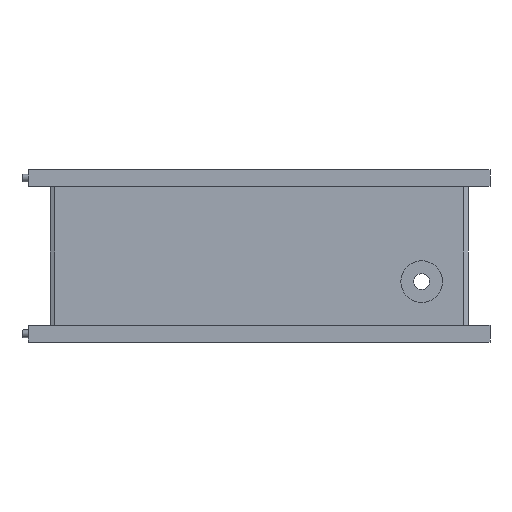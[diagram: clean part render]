
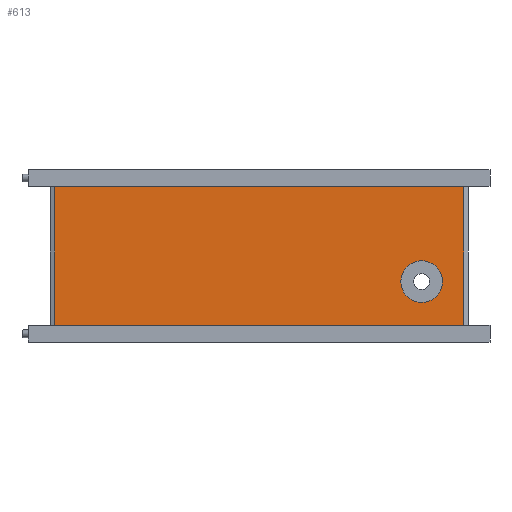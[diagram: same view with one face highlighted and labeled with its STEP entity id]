
A CAD part, top view. The second image highlights one B-rep face of the part: STEP entity #613.
In plain terms, the highlighted planar face has unit normal (0, 0, 1).
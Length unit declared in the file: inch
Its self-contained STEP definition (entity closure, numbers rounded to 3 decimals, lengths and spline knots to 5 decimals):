
#16=FACE_BOUND('',#112,.T.);
#41=CIRCLE('',#668,0.15);
#75=FACE_OUTER_BOUND('',#111,.T.);
#111=EDGE_LOOP('',(#487,#488,#489,#490));
#112=EDGE_LOOP('',(#491));
#163=LINE('',#975,#227);
#164=LINE('',#977,#228);
#165=LINE('',#979,#229);
#166=LINE('',#980,#230);
#227=VECTOR('',#806,0.3937);
#228=VECTOR('',#807,0.3937);
#229=VECTOR('',#808,0.3937);
#230=VECTOR('',#809,0.3937);
#292=VERTEX_POINT('',#968);
#293=VERTEX_POINT('',#973);
#294=VERTEX_POINT('',#974);
#295=VERTEX_POINT('',#976);
#296=VERTEX_POINT('',#978);
#366=EDGE_CURVE('',#292,#292,#41,.T.);
#367=EDGE_CURVE('',#293,#294,#163,.T.);
#368=EDGE_CURVE('',#294,#295,#164,.T.);
#369=EDGE_CURVE('',#295,#296,#165,.T.);
#370=EDGE_CURVE('',#296,#293,#166,.T.);
#487=ORIENTED_EDGE('',*,*,#367,.T.);
#488=ORIENTED_EDGE('',*,*,#368,.T.);
#489=ORIENTED_EDGE('',*,*,#369,.T.);
#490=ORIENTED_EDGE('',*,*,#370,.T.);
#491=ORIENTED_EDGE('',*,*,#366,.T.);
#578=PLANE('',#670);
#613=ADVANCED_FACE('',(#75,#16),#578,.T.);
#668=AXIS2_PLACEMENT_3D('',#970,#800,#801);
#670=AXIS2_PLACEMENT_3D('',#972,#804,#805);
#800=DIRECTION('center_axis',(0.,0.,-1.));
#801=DIRECTION('ref_axis',(-1.,0.,0.));
#804=DIRECTION('center_axis',(0.,0.,1.));
#805=DIRECTION('ref_axis',(1.,0.,0.));
#806=DIRECTION('',(1.,0.,0.));
#807=DIRECTION('',(0.,1.,0.));
#808=DIRECTION('',(-1.,0.,0.));
#809=DIRECTION('',(0.,-1.,0.));
#968=CARTESIAN_POINT('',(1.31931,-0.18417,0.1));
#970=CARTESIAN_POINT('Origin',(1.16931,-0.18417,0.1));
#972=CARTESIAN_POINT('Origin',(0.,0.,0.1));
#973=CARTESIAN_POINT('',(-1.47,-0.5,0.1));
#974=CARTESIAN_POINT('',(1.47,-0.5,0.1));
#975=CARTESIAN_POINT('',(0.735,-0.5,0.1));
#976=CARTESIAN_POINT('',(1.47,0.5,0.1));
#977=CARTESIAN_POINT('',(1.47,-0.62,0.1));
#978=CARTESIAN_POINT('',(-1.47,0.5,0.1));
#979=CARTESIAN_POINT('',(-0.735,0.5,0.1));
#980=CARTESIAN_POINT('',(-1.47,0.62,0.1));
